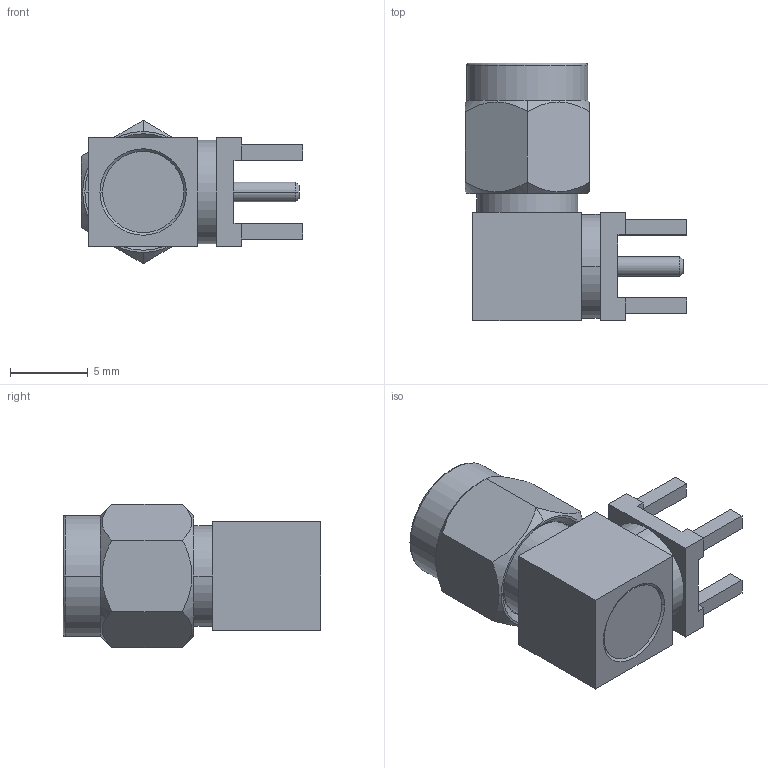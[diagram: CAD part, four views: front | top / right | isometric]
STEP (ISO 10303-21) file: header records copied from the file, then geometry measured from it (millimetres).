
FILE_DESCRIPTION((''),'2;1');
FILE_NAME('132135RP_SW0002','2020-05-28T18:58:00',('Viji'),(''),'CREO PARAMETRIC BY PTC INC, 2019444','CREO PARAMETRIC BY PTC INC, 2019444','');
FILE_SCHEMA(('CONFIG_CONTROL_DESIGN'));
Length unit declared in the file: millimetre
Products named in the file (1): 132135RP_SW0002
Bounding box: 14.3 x 16.6 x 9.24 mm (x, y, z)
Volume: 828.8 mm3; surface area: 950.3 mm2
Topology: 1 solids, 1 shells, 123 faces, 302 edges, 193 vertices
Faces by surface type: plane 59, cylinder 34, cone 22, bspline 6, torus 2
Entity records: 5810 total; most frequent: CARTESIAN_POINT 2888, ORIENTED_EDGE 600, DIRECTION 584, EDGE_CURVE 300, AXIS2_PLACEMENT_3D 205, VERTEX_POINT 193, VECTOR 174, LINE 174
